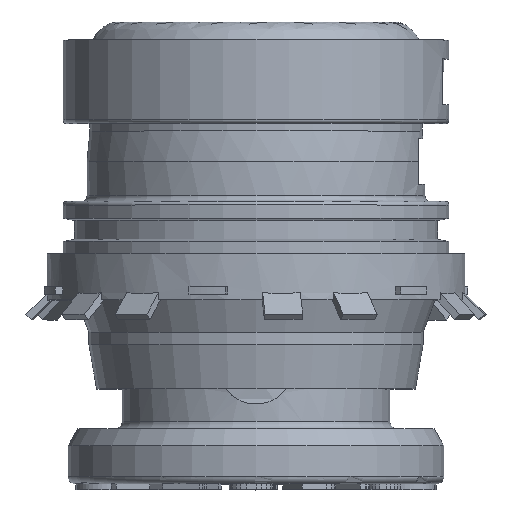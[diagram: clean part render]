
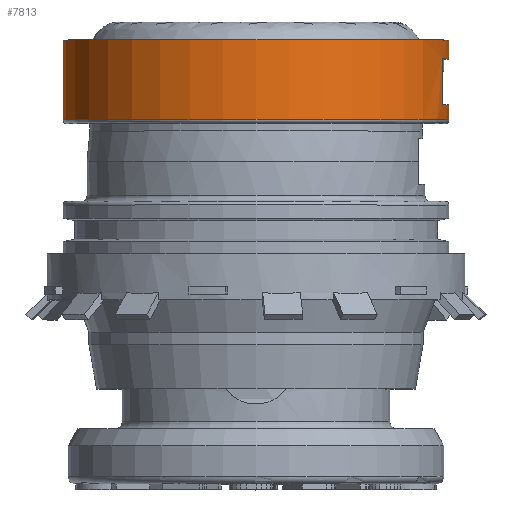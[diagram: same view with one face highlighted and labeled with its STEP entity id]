
A CAD part, top view. The second image highlights one B-rep face of the part: STEP entity #7813.
In plain terms, the highlighted cylindrical face has radius 5.08 mm (diameter 10.16 mm), a partial arc.
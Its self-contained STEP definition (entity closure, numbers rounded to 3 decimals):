
#479=DIRECTION('',(0.,1.,0.));
#480=VECTOR('',#479,0.5);
#481=CARTESIAN_POINT('',(5.08,8.72,0.));
#482=LINE('',#481,#480);
#483=DIRECTION('',(0.,1.,0.));
#484=VECTOR('',#483,2.1);
#485=CARTESIAN_POINT('',(-5.08,7.12,0.));
#486=LINE('',#485,#484);
#487=DIRECTION('',(0.,1.,0.));
#488=VECTOR('',#487,0.4);
#489=CARTESIAN_POINT('',(5.08,7.12,0.));
#490=LINE('',#489,#488);
#491=CARTESIAN_POINT('',(0.,8.72,0.));
#492=DIRECTION('',(0.,-1.,0.));
#493=DIRECTION('',(1.,0.,0.));
#494=AXIS2_PLACEMENT_3D('',#491,#492,#493);
#523=DIRECTION('',(0.,-1.,0.));
#524=VECTOR('',#523,1.2);
#525=CARTESIAN_POINT('',(4.9,8.72,1.34));
#526=LINE('',#525,#524);
#539=CARTESIAN_POINT('',(0.,7.52,0.));
#540=DIRECTION('',(0.,-1.,0.));
#541=DIRECTION('',(1.,0.,0.));
#542=AXIS2_PLACEMENT_3D('',#539,#540,#541);
#553=CARTESIAN_POINT('',(0.,7.12,0.));
#554=DIRECTION('',(0.,1.,0.));
#555=DIRECTION('',(-1.,0.,0.));
#556=AXIS2_PLACEMENT_3D('',#553,#554,#555);
#573=CARTESIAN_POINT('',(0.,9.22,0.));
#574=DIRECTION('',(0.,-1.,0.));
#575=DIRECTION('',(1.,0.,0.));
#576=AXIS2_PLACEMENT_3D('',#573,#574,#575);
#6429=CARTESIAN_POINT('',(-5.08,7.12,0.));
#6430=CARTESIAN_POINT('',(-5.08,9.22,0.));
#6431=VERTEX_POINT('',#6429);
#6432=VERTEX_POINT('',#6430);
#6489=CARTESIAN_POINT('',(5.08,7.12,0.));
#6490=VERTEX_POINT('',#6489);
#6495=CARTESIAN_POINT('',(5.08,9.22,0.));
#6496=VERTEX_POINT('',#6495);
#6497=CARTESIAN_POINT('',(5.08,8.72,0.));
#6498=CARTESIAN_POINT('',(4.9,8.72,1.34));
#6499=VERTEX_POINT('',#6497);
#6500=VERTEX_POINT('',#6498);
#6501=CARTESIAN_POINT('',(4.9,7.52,1.34));
#6502=VERTEX_POINT('',#6501);
#6503=CARTESIAN_POINT('',(5.08,7.52,0.));
#6504=VERTEX_POINT('',#6503);
#7796=CARTESIAN_POINT('',(0.,9.33,0.));
#7797=DIRECTION('',(0.,-1.,0.));
#7798=DIRECTION('',(-1.,0.,0.));
#7799=AXIS2_PLACEMENT_3D('',#7796,#7797,#7798);
#7800=CYLINDRICAL_SURFACE('',#7799,5.08);
#7801=ORIENTED_EDGE('',*,*,#7732,.T.);
#7802=ORIENTED_EDGE('',*,*,#7776,.T.);
#7803=ORIENTED_EDGE('',*,*,#7789,.F.);
#7804=ORIENTED_EDGE('',*,*,#7714,.F.);
#7806=ORIENTED_EDGE('',*,*,#7805,.F.);
#7807=ORIENTED_EDGE('',*,*,#7711,.T.);
#7809=ORIENTED_EDGE('',*,*,#7808,.F.);
#7810=ORIENTED_EDGE('',*,*,#7707,.F.);
#7811=EDGE_LOOP('',(#7801,#7802,#7803,#7804,#7806,#7807,#7809,#7810));
#7812=FACE_OUTER_BOUND('',#7811,.F.);
#7813=ADVANCED_FACE('',(#7812),#7800,.T.);
#495=CIRCLE('',#494,5.08);
#543=CIRCLE('',#542,5.08);
#557=CIRCLE('',#556,5.08);
#577=CIRCLE('',#576,5.08);
#7707=EDGE_CURVE('',#6499,#6496,#482,.T.);
#7711=EDGE_CURVE('',#6431,#6432,#486,.T.);
#7714=EDGE_CURVE('',#6490,#6504,#490,.T.);
#7732=EDGE_CURVE('',#6499,#6500,#495,.T.);
#7776=EDGE_CURVE('',#6500,#6502,#526,.T.);
#7789=EDGE_CURVE('',#6504,#6502,#543,.T.);
#7805=EDGE_CURVE('',#6431,#6490,#557,.T.);
#7808=EDGE_CURVE('',#6496,#6432,#577,.T.);
